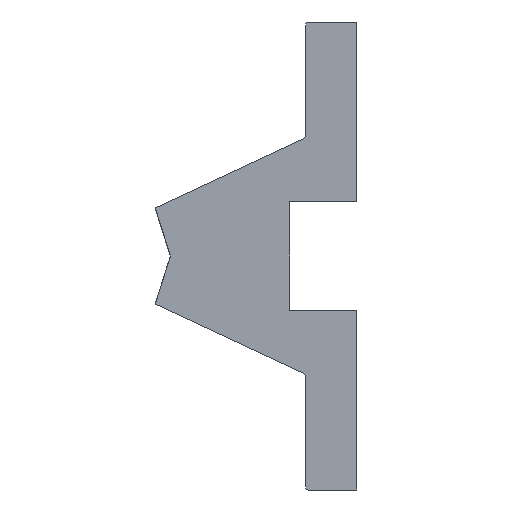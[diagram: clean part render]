
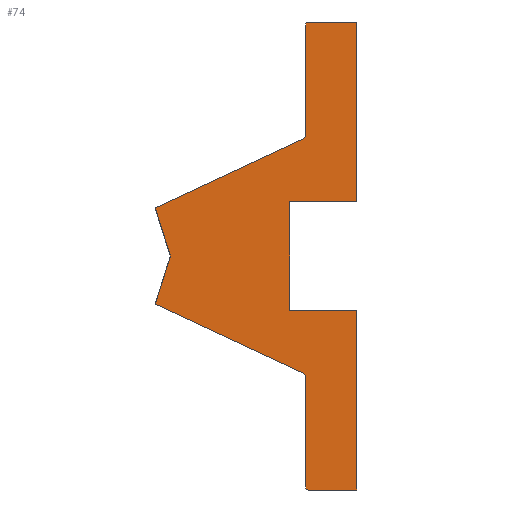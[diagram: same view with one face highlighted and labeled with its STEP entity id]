
A CAD part, left-side view. The second image highlights one B-rep face of the part: STEP entity #74.
In plain terms, the highlighted planar face has unit normal (-1, 0, 0).
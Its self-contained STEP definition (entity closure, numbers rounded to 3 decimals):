
#74 = ADVANCED_FACE( '', ( #170 ), #171, .F. );
#170 = FACE_OUTER_BOUND( '', #285, .T. );
#171 = PLANE( '', #286 );
#285 = EDGE_LOOP( '', ( #447, #448, #449, #450, #451, #452, #453, #454, #455, #456, #457, #458, #459, #460, #461, #462, #463 ) );
#286 = AXIS2_PLACEMENT_3D( '', #464, #465, #466 );
#447 = ORIENTED_EDGE( '', *, *, #635, .F. );
#448 = ORIENTED_EDGE( '', *, *, #672, .F. );
#449 = ORIENTED_EDGE( '', *, *, #673, .F. );
#450 = ORIENTED_EDGE( '', *, *, #650, .T. );
#451 = ORIENTED_EDGE( '', *, *, #674, .F. );
#452 = ORIENTED_EDGE( '', *, *, #667, .F. );
#453 = ORIENTED_EDGE( '', *, *, #675, .F. );
#454 = ORIENTED_EDGE( '', *, *, #676, .F. );
#455 = ORIENTED_EDGE( '', *, *, #677, .T. );
#456 = ORIENTED_EDGE( '', *, *, #644, .F. );
#457 = ORIENTED_EDGE( '', *, *, #622, .F. );
#458 = ORIENTED_EDGE( '', *, *, #678, .F. );
#459 = ORIENTED_EDGE( '', *, *, #612, .F. );
#460 = ORIENTED_EDGE( '', *, *, #679, .F. );
#461 = ORIENTED_EDGE( '', *, *, #628, .F. );
#462 = ORIENTED_EDGE( '', *, *, #658, .F. );
#463 = ORIENTED_EDGE( '', *, *, #680, .F. );
#464 = CARTESIAN_POINT( '', ( 0., 7.5, -36. ) );
#465 = DIRECTION( '', ( 1., 0., 0. ) );
#466 = DIRECTION( '', ( 0., 0., -1. ) );
#612 = EDGE_CURVE( '', #716, #717, #718, .T. );
#622 = EDGE_CURVE( '', #734, #735, #736, .T. );
#628 = EDGE_CURVE( '', #745, #746, #747, .T. );
#635 = EDGE_CURVE( '', #758, #759, #760, .T. );
#644 = EDGE_CURVE( '', #735, #774, #775, .T. );
#650 = EDGE_CURVE( '', #784, #785, #786, .T. );
#658 = EDGE_CURVE( '', #798, #745, #799, .T. );
#667 = EDGE_CURVE( '', #812, #814, #815, .T. );
#672 = EDGE_CURVE( '', #822, #758, #823, .T. );
#673 = EDGE_CURVE( '', #784, #822, #824, .T. );
#674 = EDGE_CURVE( '', #814, #785, #825, .T. );
#675 = EDGE_CURVE( '', #826, #812, #827, .T. );
#676 = EDGE_CURVE( '', #828, #826, #829, .T. );
#677 = EDGE_CURVE( '', #828, #774, #830, .T. );
#678 = EDGE_CURVE( '', #717, #734, #831, .T. );
#679 = EDGE_CURVE( '', #746, #716, #832, .T. );
#680 = EDGE_CURVE( '', #759, #798, #833, .T. );
#716 = VERTEX_POINT( '', #874 );
#717 = VERTEX_POINT( '', #875 );
#718 = LINE( '', #876, #877 );
#734 = VERTEX_POINT( '', #896 );
#735 = VERTEX_POINT( '', #897 );
#736 = CIRCLE( '', #898, 0.5 );
#745 = VERTEX_POINT( '', #909 );
#746 = VERTEX_POINT( '', #910 );
#747 = LINE( '', #911, #912 );
#758 = VERTEX_POINT( '', #926 );
#759 = VERTEX_POINT( '', #927 );
#760 = LINE( '', #928, #929 );
#774 = VERTEX_POINT( '', #946 );
#775 = LINE( '', #947, #948 );
#784 = VERTEX_POINT( '', #959 );
#785 = VERTEX_POINT( '', #960 );
#786 = CIRCLE( '', #961, 0.5 );
#798 = VERTEX_POINT( '', #975 );
#799 = LINE( '', #976, #977 );
#812 = VERTEX_POINT( '', #994 );
#814 = VERTEX_POINT( '', #997 );
#815 = LINE( '', #998, #999 );
#822 = VERTEX_POINT( '', #1009 );
#823 = CIRCLE( '', #1010, 0.5 );
#824 = LINE( '', #1011, #1012 );
#825 = LINE( '', #1013, #1014 );
#826 = VERTEX_POINT( '', #1015 );
#827 = LINE( '', #1016, #1017 );
#828 = VERTEX_POINT( '', #1018 );
#829 = LINE( '', #1019, #1020 );
#830 = CIRCLE( '', #1021, 0.5 );
#831 = LINE( '', #1022, #1023 );
#832 = LINE( '', #1024, #1025 );
#833 = LINE( '', #1026, #1027 );
#874 = CARTESIAN_POINT( '', ( 0., 0., -8.5 ) );
#875 = CARTESIAN_POINT( '', ( 0., 0., -36.5 ) );
#876 = CARTESIAN_POINT( '', ( 0., 0., -8.5 ) );
#877 = VECTOR( '', #1078, 1000. );
#896 = CARTESIAN_POINT( '', ( 0., 7.5, -36.5 ) );
#897 = CARTESIAN_POINT( '', ( 0., 8., -36. ) );
#898 = AXIS2_PLACEMENT_3D( '', #1094, #1095, #1096 );
#909 = CARTESIAN_POINT( '', ( 0., 10.5, 8.5 ) );
#910 = CARTESIAN_POINT( '', ( 0., 10.5, -8.5 ) );
#911 = CARTESIAN_POINT( '', ( 0., 10.5, 8.5 ) );
#912 = VECTOR( '', #1105, 1000. );
#926 = CARTESIAN_POINT( '', ( 0., 7.5, 36.5 ) );
#927 = CARTESIAN_POINT( '', ( 0., 0., 36.5 ) );
#928 = CARTESIAN_POINT( '', ( 0., 7.5, 36.5 ) );
#929 = VECTOR( '', #1115, 1000. );
#946 = CARTESIAN_POINT( '', ( 0., 8., -18.758 ) );
#947 = CARTESIAN_POINT( '', ( 0., 8., -36. ) );
#948 = VECTOR( '', #1128, 1000. );
#959 = CARTESIAN_POINT( '', ( 0., 8., 18.758 ) );
#960 = CARTESIAN_POINT( '', ( 0., 8.289, 18.305 ) );
#961 = AXIS2_PLACEMENT_3D( '', #1137, #1138, #1139 );
#975 = CARTESIAN_POINT( '', ( 0., 0., 8.5 ) );
#976 = CARTESIAN_POINT( '', ( 0., 0., 8.5 ) );
#977 = VECTOR( '', #1151, 1000. );
#994 = CARTESIAN_POINT( '', ( 0., 29.095, 0. ) );
#997 = CARTESIAN_POINT( '', ( 0., 31.46, 7.5 ) );
#998 = CARTESIAN_POINT( '', ( 0., 29.095, 0. ) );
#999 = VECTOR( '', #1163, 1000. );
#1009 = CARTESIAN_POINT( '', ( 0., 8., 36. ) );
#1010 = AXIS2_PLACEMENT_3D( '', #1167, #1168, #1169 );
#1011 = CARTESIAN_POINT( '', ( 0., 8., 18.758 ) );
#1012 = VECTOR( '', #1170, 1000. );
#1013 = CARTESIAN_POINT( '', ( 0., 31.46, 7.5 ) );
#1014 = VECTOR( '', #1171, 1000. );
#1015 = CARTESIAN_POINT( '', ( 0., 31.46, -7.5 ) );
#1016 = CARTESIAN_POINT( '', ( 0., 31.46, -7.5 ) );
#1017 = VECTOR( '', #1172, 1000. );
#1018 = CARTESIAN_POINT( '', ( 0., 8.289, -18.305 ) );
#1019 = CARTESIAN_POINT( '', ( 0., 8.289, -18.305 ) );
#1020 = VECTOR( '', #1173, 1000. );
#1021 = AXIS2_PLACEMENT_3D( '', #1174, #1175, #1176 );
#1022 = CARTESIAN_POINT( '', ( 0., 0., -36.5 ) );
#1023 = VECTOR( '', #1177, 1000. );
#1024 = CARTESIAN_POINT( '', ( 0., 10.5, -8.5 ) );
#1025 = VECTOR( '', #1178, 1000. );
#1026 = CARTESIAN_POINT( '', ( 0., 0., 36.5 ) );
#1027 = VECTOR( '', #1179, 1000. );
#1078 = DIRECTION( '', ( 0., 0., -1. ) );
#1094 = CARTESIAN_POINT( '', ( 0., 7.5, -36. ) );
#1095 = DIRECTION( '', ( 1., 0., 0. ) );
#1096 = DIRECTION( '', ( 0., 0., -1. ) );
#1105 = DIRECTION( '', ( 0., 0., -1. ) );
#1115 = DIRECTION( '', ( 0., -1., 0. ) );
#1128 = DIRECTION( '', ( 0., 0., 1. ) );
#1137 = CARTESIAN_POINT( '', ( 0., 8.5, 18.758 ) );
#1138 = DIRECTION( '', ( 1., 0., 0. ) );
#1139 = DIRECTION( '', ( 0., 0., -1. ) );
#1151 = DIRECTION( '', ( 0., 1., 0. ) );
#1163 = DIRECTION( '', ( 0., 0.301, 0.954 ) );
#1167 = CARTESIAN_POINT( '', ( 0., 7.5, 36. ) );
#1168 = DIRECTION( '', ( 1., 0., 0. ) );
#1169 = DIRECTION( '', ( 0., 0., -1. ) );
#1170 = DIRECTION( '', ( 0., 0., 1. ) );
#1171 = DIRECTION( '', ( 0., -0.906, 0.423 ) );
#1172 = DIRECTION( '', ( 0., -0.301, 0.954 ) );
#1173 = DIRECTION( '', ( 0., 0.906, 0.423 ) );
#1174 = CARTESIAN_POINT( '', ( 0., 8.5, -18.758 ) );
#1175 = DIRECTION( '', ( 1., 0., 0. ) );
#1176 = DIRECTION( '', ( 0., 0., -1. ) );
#1177 = DIRECTION( '', ( 0., 1., 0. ) );
#1178 = DIRECTION( '', ( 0., -1., 0. ) );
#1179 = DIRECTION( '', ( 0., 0., -1. ) );
